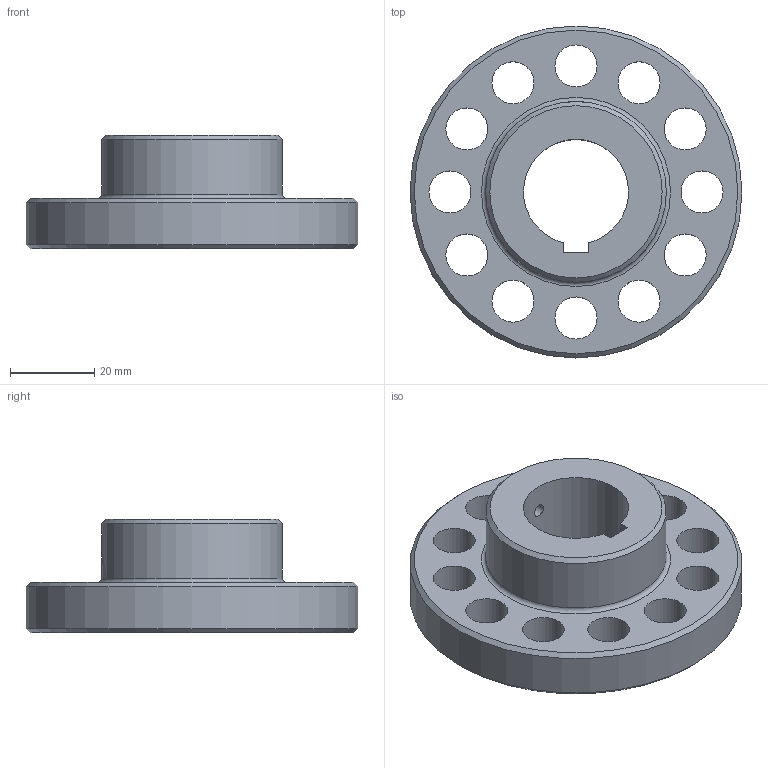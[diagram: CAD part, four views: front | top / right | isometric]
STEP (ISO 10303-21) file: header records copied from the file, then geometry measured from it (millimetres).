
FILE_DESCRIPTION(/* description */ (''),/* implementation_level */ '2;1');
FILE_NAME(/* name */ 'c1.step',/* time_stamp */ '2023-12-15T18:24:27+05:30',/* author */ (''),/* organization */ (''),/* preprocessor_version */ 'ST-DEVELOPER v20',/* originating_system */ 'Autodesk Translation Framework v12.14.0.127',/* authorisation */ '');
FILE_SCHEMA (('AUTOMOTIVE_DESIGN { 1 0 10303 214 3 1 1 }'));
Length unit declared in the file: millimetre
Products named in the file (1): 2. tengelykapcsoló gumigyűrűs
Bounding box: 79 x 79 x 27 mm (x, y, z)
Volume: 55349.1 mm3; surface area: 18325.9 mm2
Topology: 1 solids, 1 shells, 26 faces, 68 edges, 45 vertices
Faces by surface type: cylinder 16, plane 6, cone 3, torus 1
Full cylindrical faces by diameter (mm): 3 x1, 10 x12, 43 x1, 79 x1
Entity records: 979 total; most frequent: CARTESIAN_POINT 208, DIRECTION 156, ORIENTED_EDGE 136, EDGE_CURVE 68, AXIS2_PLACEMENT_3D 64, EDGE_LOOP 55, VERTEX_POINT 45, CIRCLE 37
